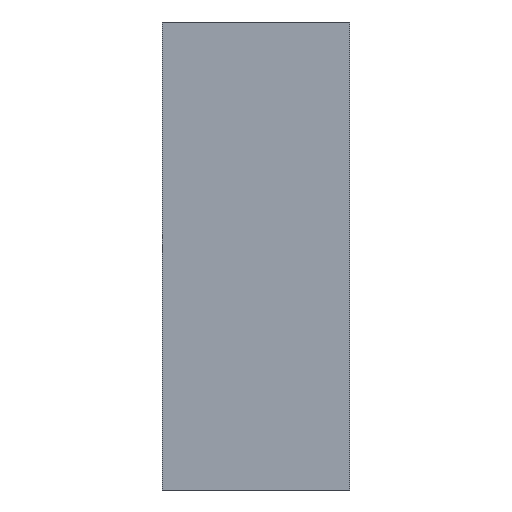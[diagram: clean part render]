
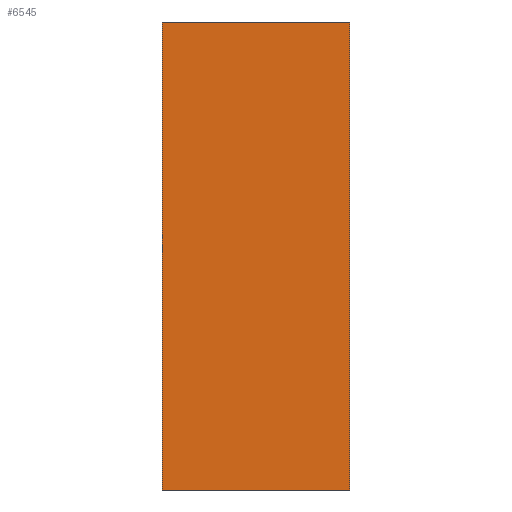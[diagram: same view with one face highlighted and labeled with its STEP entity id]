
A CAD part, left-side view. The second image highlights one B-rep face of the part: STEP entity #6545.
In plain terms, the highlighted planar face has unit normal (-1, 0, 0).
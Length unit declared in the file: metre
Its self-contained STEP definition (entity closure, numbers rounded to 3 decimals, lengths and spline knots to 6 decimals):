
#1442=ORIENTED_EDGE('',*,*,#2950,.T.);
#1443=ORIENTED_EDGE('',*,*,#2465,.F.);
#1444=ORIENTED_EDGE('',*,*,#2147,.F.);
#1445=ORIENTED_EDGE('',*,*,#2460,.T.);
#2147=EDGE_CURVE('',#3106,#3107,#3747,.T.);
#2460=EDGE_CURVE('',#3106,#3419,#4024,.T.);
#2465=EDGE_CURVE('',#3107,#3423,#4027,.T.);
#2950=EDGE_CURVE('',#3419,#3423,#4422,.T.);
#3106=VERTEX_POINT('',#8872);
#3107=VERTEX_POINT('',#8874);
#3419=VERTEX_POINT('',#9523);
#3423=VERTEX_POINT('',#9533);
#3747=LINE('',#8873,#4531);
#4024=LINE('',#9522,#4808);
#4027=LINE('',#9532,#4811);
#4422=LINE('',#10494,#5206);
#4531=VECTOR('',#7137,1.);
#4808=VECTOR('',#7490,1.);
#4811=VECTOR('',#7499,1.);
#5206=VECTOR('',#8480,1.);
#5564=EDGE_LOOP('',(#1442,#1443,#1444,#1445));
#5940=FACE_BOUND('',#5564,.T.);
#6266=PLANE('',#6984);
#6545=ADVANCED_FACE('',(#5940),#6266,.F.);
#6984=AXIS2_PLACEMENT_3D('',#10493,#8478,#8479);
#7137=DIRECTION('',(0.,0.,-1.));
#7490=DIRECTION('',(0.,1.,0.));
#7499=DIRECTION('',(0.,1.,0.));
#8478=DIRECTION('',(1.,0.,0.));
#8479=DIRECTION('',(0.,0.,-1.));
#8480=DIRECTION('',(0.,0.,-1.));
#8872=CARTESIAN_POINT('',(-0.092,-0.02,0.025));
#8873=CARTESIAN_POINT('',(-0.092,-0.02,0.));
#8874=CARTESIAN_POINT('',(-0.092,-0.02,-0.025));
#9522=CARTESIAN_POINT('',(-0.092,-0.02,0.025));
#9523=CARTESIAN_POINT('',(-0.092,0.,0.025));
#9532=CARTESIAN_POINT('',(-0.092,-0.02,-0.025));
#9533=CARTESIAN_POINT('',(-0.092,0.,-0.025));
#10493=CARTESIAN_POINT('',(-0.092,-0.02,0.));
#10494=CARTESIAN_POINT('',(-0.092,0.,0.));
